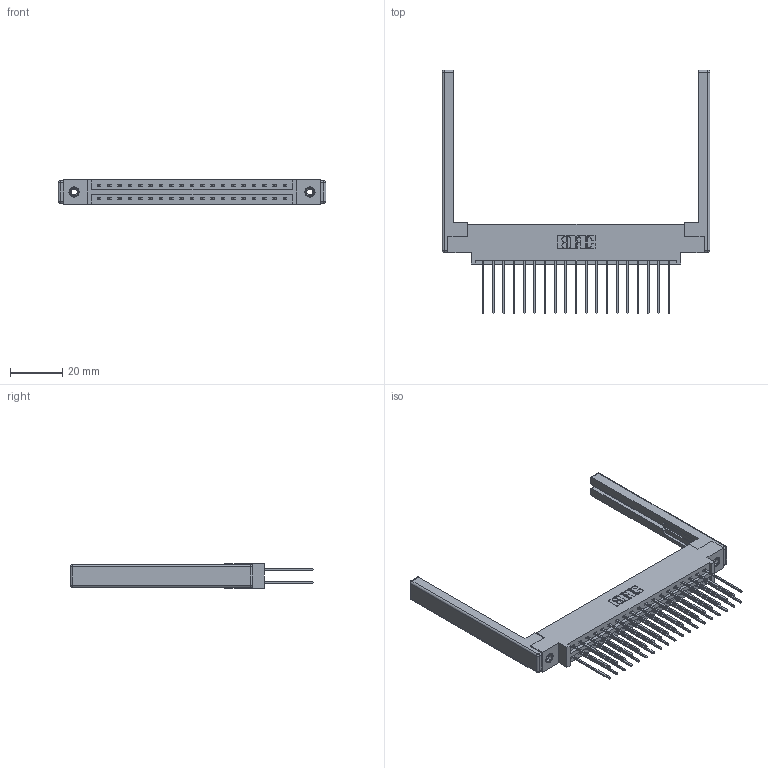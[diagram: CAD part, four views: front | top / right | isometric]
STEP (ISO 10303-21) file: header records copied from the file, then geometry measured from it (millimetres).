
FILE_DESCRIPTION (( 'STEP AP203' ), '1' );
FILE_NAME ('337-038-541-868.STEP', '2019-10-11T11:25:07', ( '' ), ( '' ), 'SwSTEP 2.0', 'SolidWorks 2016', '' );
FILE_SCHEMA (( 'CONFIG_CONTROL_DESIGN' ));
Length unit declared in the file: inch
Products named in the file (5): 307-220-068; 337-038-541-868; 345-292-001_345-293-141; 337 Part_0.170 Offset - 0.156 Dia-TI; 345-250-001_345-250-001-102
Assembly tree (43 placements, depth 2):
  337-038-541-868
    337 Part_0.170 Offset - 0.156 Dia-TI
    345-292-001_345-293-141  x38
    345-250-001_345-250-001-102  x2
    307-220-068  x2
Bounding box: 102.72 x 93.35 x 9.4 mm (x, y, z)
Volume: 15004.3 mm3; surface area: 17018.5 mm2
Topology: 43 solids, 43 shells, 2324 faces, 6831 edges, 4482 vertices
Faces by surface type: plane 1606, cylinder 694, cone 12, sphere 8, torus 4
Entity records: 20616 total; most frequent: CARTESIAN_POINT 3459, ORIENTED_EDGE 3384, DIRECTION 3054, EDGE_CURVE 1692, LINE 1514, VECTOR 1514, VERTEX_POINT 1118, AXIS2_PLACEMENT_3D 770
